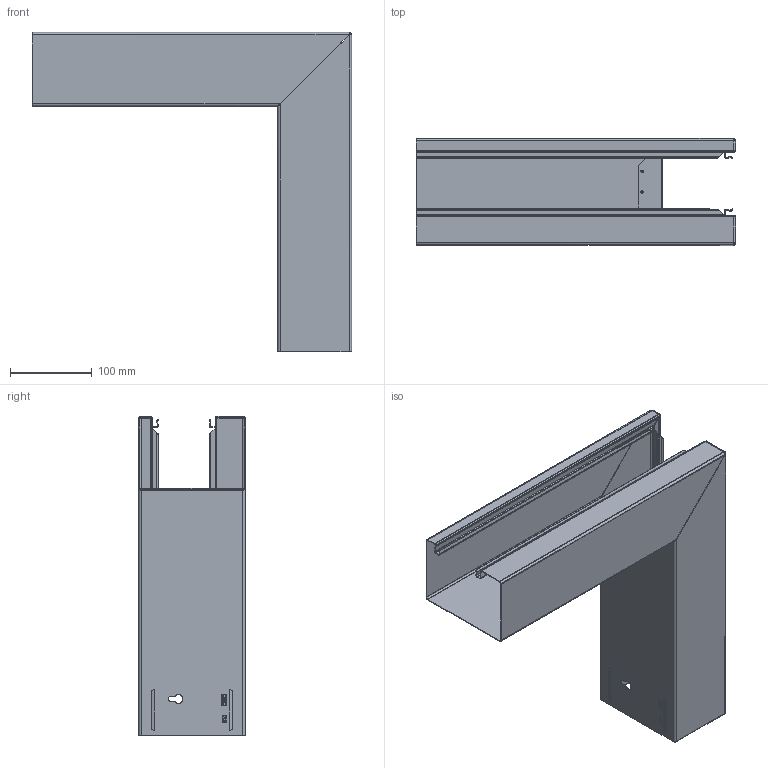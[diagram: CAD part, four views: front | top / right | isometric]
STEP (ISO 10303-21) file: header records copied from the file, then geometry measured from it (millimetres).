
FILE_DESCRIPTION (( 'STEP AP214' ), '1' );
FILE_NAME ('6277510.stp', '2016-05-26T14:38:56', ( '' ), ( '' ), 'SwSTEP 2.0', 'SolidWorks 2014', '' );
FILE_SCHEMA (( 'AUTOMOTIVE_DESIGN' ));
Length unit declared in the file: millimetre
Products named in the file (1): 6277510
Bounding box: 389.52 x 130 x 389.52 mm (x, y, z)
Volume: 281620 mm3; surface area: 566737 mm2
Topology: 1 solids, 1 shells, 369 faces, 833 edges, 482 vertices
Faces by surface type: plane 223, cylinder 74, bspline 55, cone 17
Entity records: 13063 total; most frequent: CARTESIAN_POINT 5348, ORIENTED_EDGE 1666, DIRECTION 1397, EDGE_CURVE 833, VECTOR 487, LINE 487, VERTEX_POINT 482, AXIS2_PLACEMENT_3D 455
